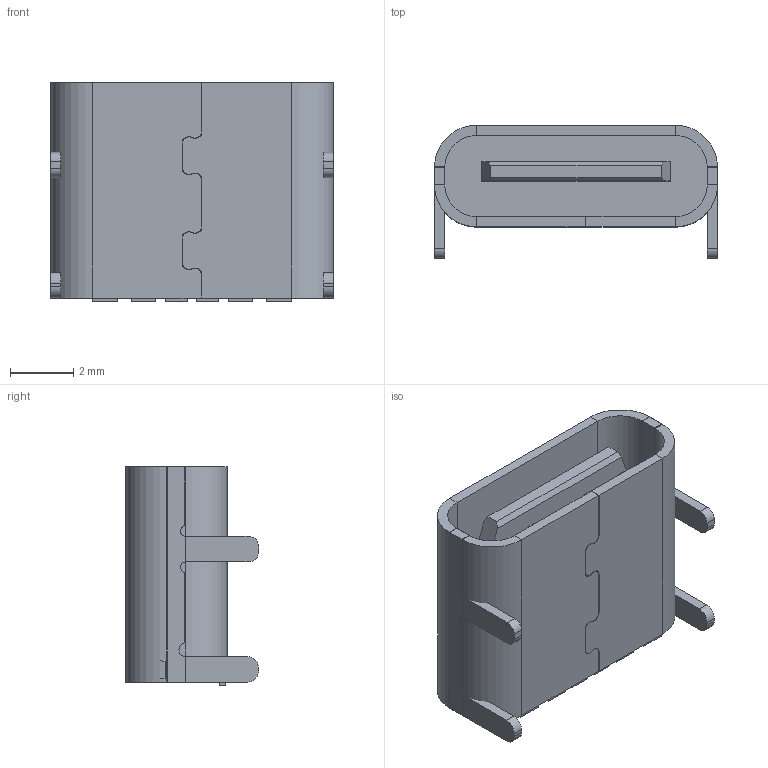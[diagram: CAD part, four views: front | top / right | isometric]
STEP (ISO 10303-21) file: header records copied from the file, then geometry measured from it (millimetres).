
FILE_DESCRIPTION (( 'STEP AP214' ), '1' );
FILE_NAME ('USB_C.STEP', '2021-01-28T15:09:29', ( '' ), ( '' ), 'SwSTEP 2.0', 'SolidWorks 2019', '' );
FILE_SCHEMA (( 'AUTOMOTIVE_DESIGN' ));
Length unit declared in the file: millimetre
Products named in the file (3): HRO_TYPE-C-31-M-12; USB_C; usb_C_buh
Assembly tree (2 placements, depth 2):
  USB_C
    HRO_TYPE-C-31-M-12
    usb_C_buh
Bounding box: 8.94 x 4.21 x 6.9 mm (x, y, z)
Volume: 109.3 mm3; surface area: 572.9 mm2
Topology: 11 solids, 11 shells, 290 faces, 727 edges, 462 vertices
Faces by surface type: plane 225, cylinder 63, cone 2
Entity records: 10052 total; most frequent: CARTESIAN_POINT 1508, ORIENTED_EDGE 1454, DIRECTION 1439, EDGE_CURVE 727, LINE 589, VECTOR 589, VERTEX_POINT 462, AXIS2_PLACEMENT_3D 425
